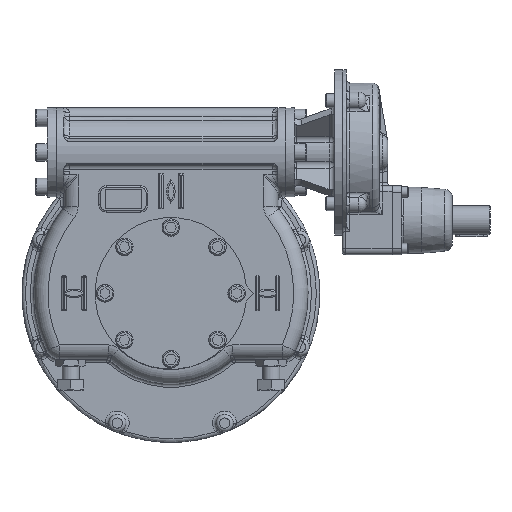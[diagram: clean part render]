
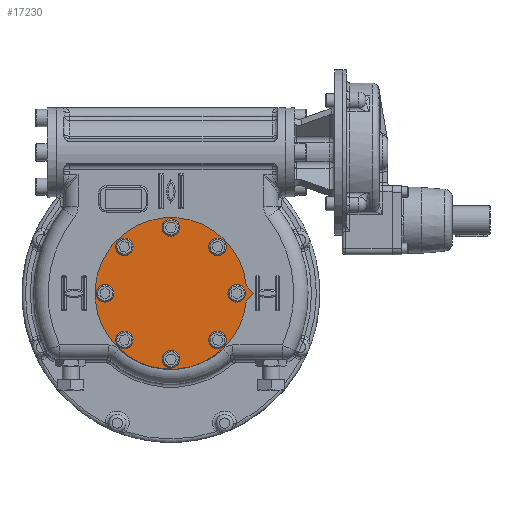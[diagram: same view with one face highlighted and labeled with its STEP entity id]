
A CAD part, top view. The second image highlights one B-rep face of the part: STEP entity #17230.
In plain terms, the highlighted planar face has unit normal (0, 0, 1).
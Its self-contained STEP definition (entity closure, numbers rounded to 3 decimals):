
#867=PLANE('',#19538);
#2470=LINE('',#41070,#3490);
#2473=LINE('',#41075,#3493);
#3490=VECTOR('',#23677,1000.);
#3493=VECTOR('',#23682,1000.);
#6942=ORIENTED_EDGE('',*,*,#10243,.F.);
#6943=ORIENTED_EDGE('',*,*,#10244,.F.);
#6944=ORIENTED_EDGE('',*,*,#10245,.F.);
#6945=ORIENTED_EDGE('',*,*,#10246,.F.);
#6946=ORIENTED_EDGE('',*,*,#10247,.F.);
#6947=ORIENTED_EDGE('',*,*,#10248,.F.);
#6948=ORIENTED_EDGE('',*,*,#10249,.F.);
#6949=ORIENTED_EDGE('',*,*,#10250,.F.);
#6950=ORIENTED_EDGE('',*,*,#10228,.F.);
#6951=ORIENTED_EDGE('',*,*,#10234,.F.);
#6952=ORIENTED_EDGE('',*,*,#10231,.F.);
#10228=EDGE_CURVE('',#12300,#12301,#13350,.T.);
#10231=EDGE_CURVE('',#12301,#12303,#2470,.T.);
#10234=EDGE_CURVE('',#12303,#12300,#2473,.T.);
#10243=EDGE_CURVE('',#12312,#12312,#13359,.T.);
#10244=EDGE_CURVE('',#12313,#12313,#13360,.T.);
#10245=EDGE_CURVE('',#12314,#12314,#13361,.T.);
#10246=EDGE_CURVE('',#12315,#12315,#13362,.T.);
#10247=EDGE_CURVE('',#12316,#12316,#13363,.T.);
#10248=EDGE_CURVE('',#12317,#12317,#13364,.T.);
#10249=EDGE_CURVE('',#12318,#12318,#13365,.T.);
#10250=EDGE_CURVE('',#12319,#12319,#13366,.T.);
#12300=VERTEX_POINT('',#41063);
#12301=VERTEX_POINT('',#41065);
#12303=VERTEX_POINT('',#41071);
#12312=VERTEX_POINT('',#41095);
#12313=VERTEX_POINT('',#41097);
#12314=VERTEX_POINT('',#41099);
#12315=VERTEX_POINT('',#41101);
#12316=VERTEX_POINT('',#41103);
#12317=VERTEX_POINT('',#41105);
#12318=VERTEX_POINT('',#41107);
#12319=VERTEX_POINT('',#41109);
#13350=CIRCLE('',#19526,132.5);
#13359=CIRCLE('',#19539,10.5);
#13360=CIRCLE('',#19540,10.5);
#13361=CIRCLE('',#19541,10.5);
#13362=CIRCLE('',#19542,10.5);
#13363=CIRCLE('',#19543,10.5);
#13364=CIRCLE('',#19544,10.5);
#13365=CIRCLE('',#19545,10.5);
#13366=CIRCLE('',#19546,10.5);
#14724=EDGE_LOOP('',(#6942));
#14725=EDGE_LOOP('',(#6943));
#14726=EDGE_LOOP('',(#6944));
#14727=EDGE_LOOP('',(#6945));
#14728=EDGE_LOOP('',(#6946));
#14729=EDGE_LOOP('',(#6947));
#14730=EDGE_LOOP('',(#6948));
#14731=EDGE_LOOP('',(#6949));
#14732=EDGE_LOOP('',(#6950,#6951,#6952));
#16044=FACE_BOUND('',#14724,.T.);
#16045=FACE_BOUND('',#14725,.T.);
#16046=FACE_BOUND('',#14726,.T.);
#16047=FACE_BOUND('',#14727,.T.);
#16048=FACE_BOUND('',#14728,.T.);
#16049=FACE_BOUND('',#14729,.T.);
#16050=FACE_BOUND('',#14730,.T.);
#16051=FACE_BOUND('',#14731,.T.);
#16052=FACE_BOUND('',#14732,.T.);
#17230=ADVANCED_FACE('',(#16044,#16045,#16046,#16047,#16048,#16049,#16050,
#16051,#16052),#867,.F.);
#19526=AXIS2_PLACEMENT_3D('',#41064,#23671,#23672);
#19538=AXIS2_PLACEMENT_3D('',#41093,#23701,#23702);
#19539=AXIS2_PLACEMENT_3D('',#41094,#23703,#23704);
#19540=AXIS2_PLACEMENT_3D('',#41096,#23705,#23706);
#19541=AXIS2_PLACEMENT_3D('',#41098,#23707,#23708);
#19542=AXIS2_PLACEMENT_3D('',#41100,#23709,#23710);
#19543=AXIS2_PLACEMENT_3D('',#41102,#23711,#23712);
#19544=AXIS2_PLACEMENT_3D('',#41104,#23713,#23714);
#19545=AXIS2_PLACEMENT_3D('',#41106,#23715,#23716);
#19546=AXIS2_PLACEMENT_3D('',#41108,#23717,#23718);
#23671=DIRECTION('',(0.,0.,-1.));
#23672=DIRECTION('',(1.,0.,0.));
#23677=DIRECTION('',(0.707,-0.707,0.));
#23682=DIRECTION('',(-0.707,-0.707,0.));
#23701=DIRECTION('',(0.,0.,-1.));
#23702=DIRECTION('',(-1.,0.,0.));
#23703=DIRECTION('',(0.,0.,1.));
#23704=DIRECTION('',(1.,0.,0.));
#23705=DIRECTION('',(0.,0.,1.));
#23706=DIRECTION('',(0.707,-0.707,0.));
#23707=DIRECTION('',(0.,0.,1.));
#23708=DIRECTION('',(0.,-1.,0.));
#23709=DIRECTION('',(0.,0.,1.));
#23710=DIRECTION('',(-0.707,-0.707,0.));
#23711=DIRECTION('',(0.,0.,1.));
#23712=DIRECTION('',(-1.,0.,0.));
#23713=DIRECTION('',(0.,0.,1.));
#23714=DIRECTION('',(-0.707,0.707,0.));
#23715=DIRECTION('',(0.,0.,1.));
#23716=DIRECTION('',(0.,1.,0.));
#23717=DIRECTION('',(0.,0.,1.));
#23718=DIRECTION('',(0.707,0.707,0.));
#41063=CARTESIAN_POINT('',(131.845,-13.155,70.25));
#41064=CARTESIAN_POINT('',(0.,0.,70.25));
#41065=CARTESIAN_POINT('',(131.845,13.155,70.25));
#41070=CARTESIAN_POINT('',(131.845,13.155,70.25));
#41071=CARTESIAN_POINT('',(145.,0.,70.25));
#41075=CARTESIAN_POINT('',(145.,0.,70.25));
#41093=CARTESIAN_POINT('',(0.,0.,70.25));
#41094=CARTESIAN_POINT('',(0.,115.,70.25));
#41095=CARTESIAN_POINT('',(10.5,115.,70.25));
#41096=CARTESIAN_POINT('',(81.317,81.317,70.25));
#41097=CARTESIAN_POINT('',(88.742,73.893,70.25));
#41098=CARTESIAN_POINT('',(115.,0.,70.25));
#41099=CARTESIAN_POINT('',(115.,-10.5,70.25));
#41100=CARTESIAN_POINT('',(81.317,-81.317,70.25));
#41101=CARTESIAN_POINT('',(73.893,-88.742,70.25));
#41102=CARTESIAN_POINT('',(0.,-115.,70.25));
#41103=CARTESIAN_POINT('',(-10.5,-115.,70.25));
#41104=CARTESIAN_POINT('',(-81.317,-81.317,70.25));
#41105=CARTESIAN_POINT('',(-88.742,-73.893,70.25));
#41106=CARTESIAN_POINT('',(-115.,0.,70.25));
#41107=CARTESIAN_POINT('',(-115.,10.5,70.25));
#41108=CARTESIAN_POINT('',(-81.317,81.317,70.25));
#41109=CARTESIAN_POINT('',(-73.893,88.742,70.25));
